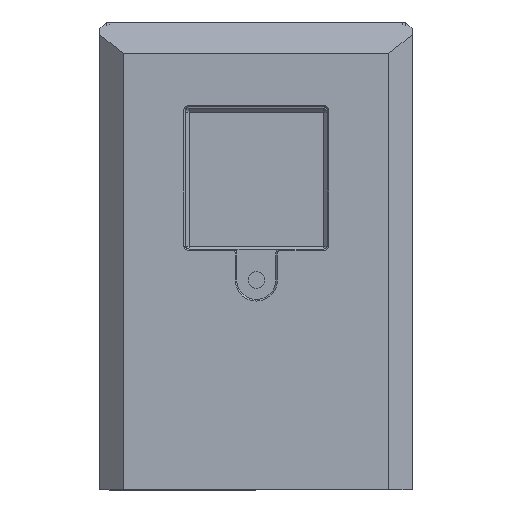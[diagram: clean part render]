
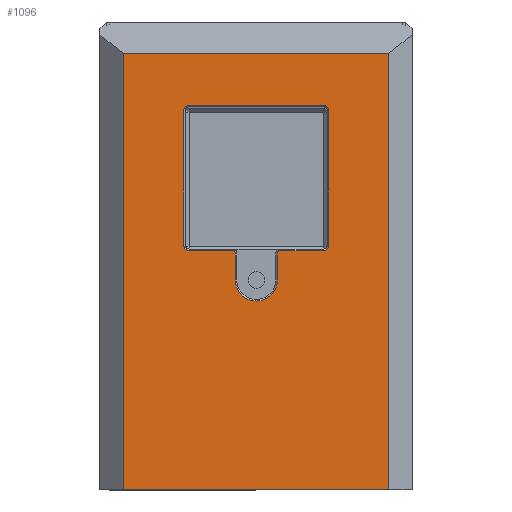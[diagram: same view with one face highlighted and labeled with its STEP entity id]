
A CAD part, top view. The second image highlights one B-rep face of the part: STEP entity #1096.
In plain terms, the highlighted planar face has unit normal (0, 0, 1).
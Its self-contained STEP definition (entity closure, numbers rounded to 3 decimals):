
#14=FACE_BOUND('',#396,.T.);
#33=LINE('',#1563,#152);
#47=LINE('',#1596,#166);
#58=LINE('',#1619,#177);
#91=LINE('',#1703,#210);
#96=LINE('',#1717,#215);
#100=LINE('',#1729,#219);
#102=LINE('',#1733,#221);
#105=LINE('',#1742,#224);
#108=LINE('',#1749,#227);
#111=LINE('',#1759,#230);
#119=LINE('',#1780,#238);
#152=VECTOR('',#1240,10.);
#166=VECTOR('',#1264,10.);
#177=VECTOR('',#1287,10.);
#210=VECTOR('',#1370,10.);
#215=VECTOR('',#1383,10.);
#219=VECTOR('',#1395,10.);
#221=VECTOR('',#1399,10.);
#224=VECTOR('',#1410,10.);
#227=VECTOR('',#1419,10.);
#230=VECTOR('',#1430,10.);
#238=VECTOR('',#1456,10.);
#328=FACE_OUTER_BOUND('',#395,.T.);
#395=EDGE_LOOP('',(#881,#882,#883,#884));
#396=EDGE_LOOP('',(#885,#886,#887,#888,#889,#890,#891,#892,#893,#894,#895,
#896,#897,#898));
#430=CIRCLE('',#1162,1.4);
#432=CIRCLE('',#1166,0.6);
#433=CIRCLE('',#1169,5.4);
#436=CIRCLE('',#1175,0.6);
#437=CIRCLE('',#1178,1.4);
#439=CIRCLE('',#1182,1.4);
#440=CIRCLE('',#1185,1.4);
#455=VERTEX_POINT('',#1559);
#457=VERTEX_POINT('',#1562);
#471=VERTEX_POINT('',#1595);
#477=VERTEX_POINT('',#1617);
#501=VERTEX_POINT('',#1696);
#502=VERTEX_POINT('',#1698);
#503=VERTEX_POINT('',#1702);
#504=VERTEX_POINT('',#1706);
#506=VERTEX_POINT('',#1710);
#508=VERTEX_POINT('',#1715);
#510=VERTEX_POINT('',#1721);
#512=VERTEX_POINT('',#1727);
#513=VERTEX_POINT('',#1732);
#514=VERTEX_POINT('',#1739);
#515=VERTEX_POINT('',#1741);
#516=VERTEX_POINT('',#1747);
#518=VERTEX_POINT('',#1753);
#519=VERTEX_POINT('',#1757);
#551=EDGE_CURVE('',#457,#455,#33,.T.);
#567=EDGE_CURVE('',#457,#471,#47,.T.);
#579=EDGE_CURVE('',#477,#455,#58,.T.);
#619=EDGE_CURVE('',#502,#501,#430,.T.);
#620=EDGE_CURVE('',#501,#503,#91,.T.);
#625=EDGE_CURVE('',#506,#504,#432,.T.);
#627=EDGE_CURVE('',#508,#506,#96,.T.);
#630=EDGE_CURVE('',#510,#508,#433,.T.);
#633=EDGE_CURVE('',#512,#510,#100,.T.);
#635=EDGE_CURVE('',#504,#513,#102,.T.);
#638=EDGE_CURVE('',#503,#512,#436,.T.);
#640=EDGE_CURVE('',#514,#515,#105,.T.);
#642=EDGE_CURVE('',#513,#514,#437,.T.);
#644=EDGE_CURVE('',#516,#502,#108,.T.);
#647=EDGE_CURVE('',#518,#516,#439,.T.);
#649=EDGE_CURVE('',#519,#518,#111,.T.);
#651=EDGE_CURVE('',#515,#519,#440,.T.);
#660=EDGE_CURVE('',#477,#471,#119,.T.);
#881=ORIENTED_EDGE('',*,*,#551,.T.);
#882=ORIENTED_EDGE('',*,*,#579,.F.);
#883=ORIENTED_EDGE('',*,*,#660,.T.);
#884=ORIENTED_EDGE('',*,*,#567,.F.);
#885=ORIENTED_EDGE('',*,*,#640,.F.);
#886=ORIENTED_EDGE('',*,*,#642,.F.);
#887=ORIENTED_EDGE('',*,*,#635,.F.);
#888=ORIENTED_EDGE('',*,*,#625,.F.);
#889=ORIENTED_EDGE('',*,*,#627,.F.);
#890=ORIENTED_EDGE('',*,*,#630,.F.);
#891=ORIENTED_EDGE('',*,*,#633,.F.);
#892=ORIENTED_EDGE('',*,*,#638,.F.);
#893=ORIENTED_EDGE('',*,*,#620,.F.);
#894=ORIENTED_EDGE('',*,*,#619,.F.);
#895=ORIENTED_EDGE('',*,*,#644,.F.);
#896=ORIENTED_EDGE('',*,*,#647,.F.);
#897=ORIENTED_EDGE('',*,*,#649,.F.);
#898=ORIENTED_EDGE('',*,*,#651,.F.);
#1036=PLANE('',#1192);
#1096=ADVANCED_FACE('',(#328,#14),#1036,.T.);
#1162=AXIS2_PLACEMENT_3D('',#1700,#1366,#1367);
#1166=AXIS2_PLACEMENT_3D('',#1712,#1378,#1379);
#1169=AXIS2_PLACEMENT_3D('',#1723,#1388,#1389);
#1175=AXIS2_PLACEMENT_3D('',#1737,#1405,#1406);
#1178=AXIS2_PLACEMENT_3D('',#1745,#1414,#1415);
#1182=AXIS2_PLACEMENT_3D('',#1755,#1425,#1426);
#1185=AXIS2_PLACEMENT_3D('',#1762,#1434,#1435);
#1192=AXIS2_PLACEMENT_3D('',#1779,#1454,#1455);
#1240=DIRECTION('',(-1.,0.,0.));
#1264=DIRECTION('',(0.,-1.,0.));
#1287=DIRECTION('',(0.,1.,0.));
#1366=DIRECTION('center_axis',(0.,0.,
1.));
#1367=DIRECTION('ref_axis',(-0.707,-0.707,0.));
#1370=DIRECTION('',(1.,0.,0.));
#1378=DIRECTION('center_axis',(0.,0.,
-1.));
#1379=DIRECTION('ref_axis',(-0.707,0.707,0.));
#1383=DIRECTION('',(0.,1.,0.));
#1388=DIRECTION('center_axis',(0.,0.,
1.));
#1389=DIRECTION('ref_axis',(-1.,0.,0.));
#1395=DIRECTION('',(0.,-1.,0.));
#1399=DIRECTION('',(1.,0.,0.));
#1405=DIRECTION('center_axis',(0.,0.,
-1.));
#1406=DIRECTION('ref_axis',(0.707,0.707,0.));
#1410=DIRECTION('',(0.,1.,0.));
#1414=DIRECTION('center_axis',(0.,0.,
1.));
#1415=DIRECTION('ref_axis',(0.707,-0.707,0.));
#1419=DIRECTION('',(0.,-1.,0.));
#1425=DIRECTION('center_axis',(0.,0.,
1.));
#1426=DIRECTION('ref_axis',(-0.707,0.707,0.));
#1430=DIRECTION('',(-1.,0.,0.));
#1434=DIRECTION('center_axis',(0.,0.,
1.));
#1435=DIRECTION('ref_axis',(0.707,0.707,0.));
#1454=DIRECTION('center_axis',(0.,0.,
1.));
#1455=DIRECTION('ref_axis',(1.,0.,0.));
#1456=DIRECTION('',(1.,0.,0.));
#1559=CARTESIAN_POINT('',(-34.,236.891,316.));
#1562=CARTESIAN_POINT('',(34.,236.891,316.));
#1563=CARTESIAN_POINT('',(-19.619,236.891,316.));
#1595=CARTESIAN_POINT('',(34.,125.127,316.));
#1596=CARTESIAN_POINT('',(34.,196.077,316.));
#1617=CARTESIAN_POINT('',(-34.,125.127,316.));
#1619=CARTESIAN_POINT('',(-34.,213.977,316.));
#1696=CARTESIAN_POINT('',(-17.119,186.427,316.));
#1698=CARTESIAN_POINT('',(-18.519,187.827,316.));
#1700=CARTESIAN_POINT('Origin',(-17.119,187.827,316.));
#1702=CARTESIAN_POINT('',(-5.919,186.427,316.));
#1703=CARTESIAN_POINT('',(9.081,186.427,316.));
#1706=CARTESIAN_POINT('',(6.081,186.427,316.));
#1710=CARTESIAN_POINT('',(5.481,185.827,316.));
#1712=CARTESIAN_POINT('Origin',(6.081,185.827,316.));
#1715=CARTESIAN_POINT('',(5.481,178.912,316.));
#1717=CARTESIAN_POINT('',(5.481,195.677,316.));
#1721=CARTESIAN_POINT('',(-5.319,178.912,316.));
#1723=CARTESIAN_POINT('Origin',(0.081,178.912,316.));
#1727=CARTESIAN_POINT('',(-5.319,185.827,316.));
#1729=CARTESIAN_POINT('',(-5.319,191.97,316.));
#1732=CARTESIAN_POINT('',(17.281,186.427,316.));
#1733=CARTESIAN_POINT('',(9.081,186.427,316.));
#1737=CARTESIAN_POINT('Origin',(-5.919,185.827,316.));
#1739=CARTESIAN_POINT('',(18.681,187.827,316.));
#1741=CARTESIAN_POINT('',(18.681,222.227,316.));
#1742=CARTESIAN_POINT('',(18.681,214.027,316.));
#1745=CARTESIAN_POINT('Origin',(17.281,187.827,316.));
#1747=CARTESIAN_POINT('',(-18.519,222.227,316.));
#1749=CARTESIAN_POINT('',(-18.519,196.027,316.));
#1753=CARTESIAN_POINT('',(-17.119,223.627,316.));
#1755=CARTESIAN_POINT('Origin',(-17.119,222.227,316.));
#1757=CARTESIAN_POINT('',(17.281,223.627,316.));
#1759=CARTESIAN_POINT('',(-8.919,223.627,316.));
#1762=CARTESIAN_POINT('Origin',(17.281,222.227,316.));
#1779=CARTESIAN_POINT('Origin',(0.081,205.027,316.));
#1780=CARTESIAN_POINT('',(-22.819,125.127,316.));
